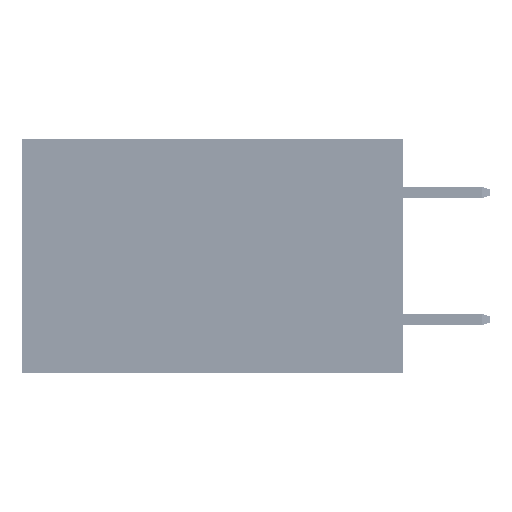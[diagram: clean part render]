
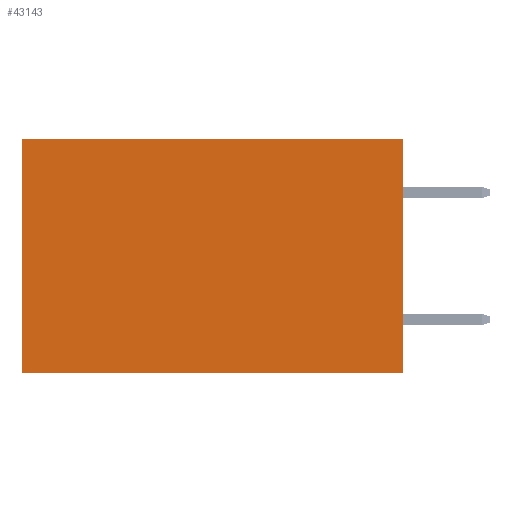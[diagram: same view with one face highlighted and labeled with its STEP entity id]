
A CAD part, left-side view. The second image highlights one B-rep face of the part: STEP entity #43143.
In plain terms, the highlighted planar face has unit normal (-1, 0, 0).
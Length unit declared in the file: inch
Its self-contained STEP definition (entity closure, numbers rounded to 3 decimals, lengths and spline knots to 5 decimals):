
#630 = VERTEX_POINT ( 'NONE', #20125 ) ;
#3345 = CARTESIAN_POINT ( 'NONE',  ( 0.2875, 0., -0.37 ) ) ;
#3829 = EDGE_CURVE ( 'NONE', #45490, #630, #15901, .T. ) ;
#3965 = ORIENTED_EDGE ( 'NONE', *, *, #27175, .T. ) ;
#4297 = DIRECTION ( 'NONE',  ( 0., 0., -1. ) ) ;
#4819 = VECTOR ( 'NONE', #31185, 39.37008 ) ;
#6229 = CARTESIAN_POINT ( 'NONE',  ( 0.2875, 0., 0. ) ) ;
#7696 = CARTESIAN_POINT ( 'NONE',  ( 0.2875, 0., 0. ) ) ;
#8492 = VERTEX_POINT ( 'NONE', #22303 ) ;
#8832 = ORIENTED_EDGE ( 'NONE', *, *, #3829, .T. ) ;
#9398 = DIRECTION ( 'NONE',  ( 1., 0., 0. ) ) ;
#12846 = CARTESIAN_POINT ( 'NONE',  ( 0.2875, 0., 0. ) ) ;
#13102 = ORIENTED_EDGE ( 'NONE', *, *, #45842, .F. ) ;
#13104 = VECTOR ( 'NONE', #30374, 39.37008 ) ;
#13445 = CARTESIAN_POINT ( 'NONE',  ( 0.2875, 0.6, 0. ) ) ;
#13490 = FACE_OUTER_BOUND ( 'NONE', #26037, .T. ) ;
#13973 = DIRECTION ( 'NONE',  ( 0., 0., -1. ) ) ;
#15901 = LINE ( 'NONE', #41268, #30290 ) ;
#20125 = CARTESIAN_POINT ( 'NONE',  ( 0.2875, 0.6, -0.37 ) ) ;
#22303 = CARTESIAN_POINT ( 'NONE',  ( 0.2875, 0., 0. ) ) ;
#22992 = LINE ( 'NONE', #12846, #4819 ) ;
#23000 = EDGE_CURVE ( 'NONE', #8492, #32341, #33750, .T. ) ;
#25252 = ORIENTED_EDGE ( 'NONE', *, *, #23000, .F. ) ;
#26037 = EDGE_LOOP ( 'NONE', ( #8832, #13102, #25252, #3965 ) ) ;
#27175 = EDGE_CURVE ( 'NONE', #8492, #45490, #22992, .T. ) ;
#30290 = VECTOR ( 'NONE', #4297, 39.37008 ) ;
#30374 = DIRECTION ( 'NONE',  ( 0., 0., -1. ) ) ;
#30794 = DIRECTION ( 'NONE',  ( 0., 1., 0. ) ) ;
#31185 = DIRECTION ( 'NONE',  ( 0., 1., 0. ) ) ;
#32341 = VERTEX_POINT ( 'NONE', #3345 ) ;
#33750 = LINE ( 'NONE', #7696, #13104 ) ;
#34401 = CARTESIAN_POINT ( 'NONE',  ( 0.2875, 0., -0.37 ) ) ;
#35535 = VECTOR ( 'NONE', #30794, 39.37008 ) ;
#36915 = AXIS2_PLACEMENT_3D ( 'NONE', #6229, #9398, #13973 ) ;
#38752 = LINE ( 'NONE', #34401, #35535 ) ;
#41268 = CARTESIAN_POINT ( 'NONE',  ( 0.2875, 0.6, 0. ) ) ;
#42483 = PLANE ( 'NONE',  #36915 ) ;
#43143 = ADVANCED_FACE ( 'NONE', ( #13490 ), #42483, .F. ) ;
#45490 = VERTEX_POINT ( 'NONE', #13445 ) ;
#45842 = EDGE_CURVE ( 'NONE', #32341, #630, #38752, .T. ) ;
